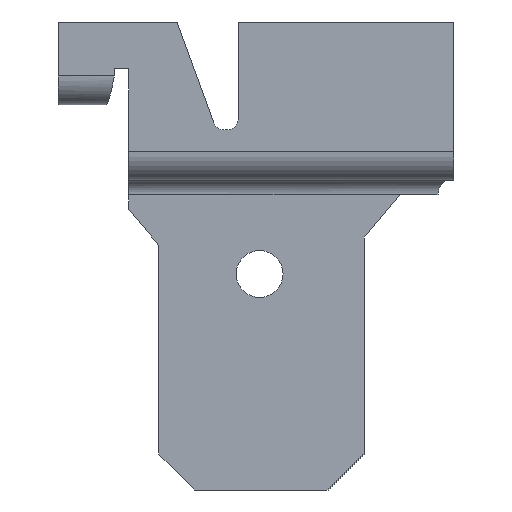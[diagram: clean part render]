
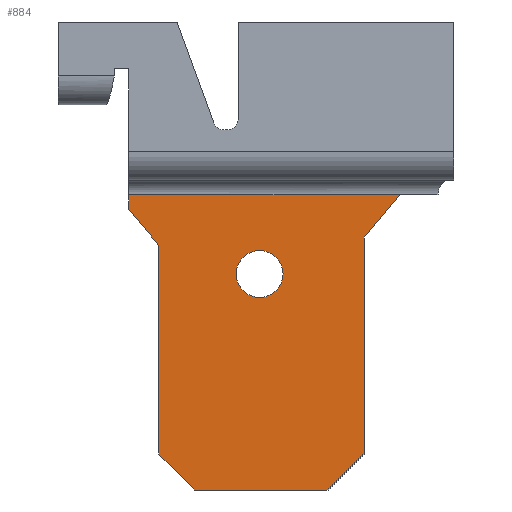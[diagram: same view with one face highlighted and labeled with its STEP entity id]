
A CAD part, left-side view. The second image highlights one B-rep face of the part: STEP entity #884.
In plain terms, the highlighted planar face has unit normal (-1, 0, 0).
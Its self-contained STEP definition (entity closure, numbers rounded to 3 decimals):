
#17=FACE_BOUND('',#89,.T.);
#38=FACE_OUTER_BOUND('',#88,.T.);
#88=EDGE_LOOP('',(#610,#611,#612,#613,#614,#615,#616,#617,#618));
#89=EDGE_LOOP('',(#619));
#151=LINE('',#1414,#262);
#152=LINE('',#1416,#263);
#153=LINE('',#1418,#264);
#154=LINE('',#1420,#265);
#155=LINE('',#1422,#266);
#156=LINE('',#1424,#267);
#157=LINE('',#1426,#268);
#158=LINE('',#1428,#269);
#159=LINE('',#1429,#270);
#262=VECTOR('',#1057,10.);
#263=VECTOR('',#1058,10.);
#264=VECTOR('',#1059,10.);
#265=VECTOR('',#1060,10.);
#266=VECTOR('',#1061,10.);
#267=VECTOR('',#1062,10.);
#268=VECTOR('',#1063,10.);
#269=VECTOR('',#1064,10.);
#270=VECTOR('',#1065,10.);
#359=CIRCLE('',#961,3.25);
#386=VERTEX_POINT('',#1412);
#387=VERTEX_POINT('',#1413);
#388=VERTEX_POINT('',#1415);
#389=VERTEX_POINT('',#1417);
#390=VERTEX_POINT('',#1419);
#391=VERTEX_POINT('',#1421);
#392=VERTEX_POINT('',#1423);
#393=VERTEX_POINT('',#1425);
#394=VERTEX_POINT('',#1427);
#395=VERTEX_POINT('',#1430);
#474=EDGE_CURVE('',#386,#387,#151,.T.);
#475=EDGE_CURVE('',#388,#387,#152,.T.);
#476=EDGE_CURVE('',#388,#389,#153,.T.);
#477=EDGE_CURVE('',#389,#390,#154,.T.);
#478=EDGE_CURVE('',#390,#391,#155,.T.);
#479=EDGE_CURVE('',#392,#391,#156,.T.);
#480=EDGE_CURVE('',#392,#393,#157,.T.);
#481=EDGE_CURVE('',#393,#394,#158,.T.);
#482=EDGE_CURVE('',#394,#386,#159,.T.);
#483=EDGE_CURVE('',#395,#395,#359,.T.);
#610=ORIENTED_EDGE('',*,*,#474,.T.);
#611=ORIENTED_EDGE('',*,*,#475,.F.);
#612=ORIENTED_EDGE('',*,*,#476,.T.);
#613=ORIENTED_EDGE('',*,*,#477,.T.);
#614=ORIENTED_EDGE('',*,*,#478,.T.);
#615=ORIENTED_EDGE('',*,*,#479,.F.);
#616=ORIENTED_EDGE('',*,*,#480,.T.);
#617=ORIENTED_EDGE('',*,*,#481,.T.);
#618=ORIENTED_EDGE('',*,*,#482,.T.);
#619=ORIENTED_EDGE('',*,*,#483,.T.);
#841=PLANE('',#960);
#884=ADVANCED_FACE('',(#38,#17),#841,.F.);
#960=AXIS2_PLACEMENT_3D('',#1411,#1055,#1056);
#961=AXIS2_PLACEMENT_3D('',#1431,#1066,#1067);
#1055=DIRECTION('center_axis',(1.,0.,0.));
#1056=DIRECTION('ref_axis',(0.,0.,
-1.));
#1057=DIRECTION('',(0.,-0.707,-0.707));
#1058=DIRECTION('',(0.,1.,0.));
#1059=DIRECTION('',(0.,-0.707,0.707));
#1060=DIRECTION('',(0.,0.,1.));
#1061=DIRECTION('',(0.,-0.643,0.766));
#1062=DIRECTION('',(0.,-1.,0.));
#1063=DIRECTION('',(0.,0.,-1.));
#1064=DIRECTION('',(0.,-0.643,-0.766));
#1065=DIRECTION('',(0.,0.,-1.));
#1066=DIRECTION('center_axis',(1.,0.,0.));
#1067=DIRECTION('ref_axis',(0.,0.,
1.));
#1411=CARTESIAN_POINT('Origin',(-34.337,27.5,-36.337));
#1412=CARTESIAN_POINT('',(-34.337,41.,-73.5));
#1413=CARTESIAN_POINT('',(-34.337,36.,-78.5));
#1414=CARTESIAN_POINT('',(-34.337,46.916,-67.584));
#1415=CARTESIAN_POINT('',(-34.337,17.5,-78.5));
#1416=CARTESIAN_POINT('',(-34.337,0.,-78.5));
#1417=CARTESIAN_POINT('',(-34.337,12.5,-73.5));
#1418=CARTESIAN_POINT('',(-34.337,9.459,-70.459));
#1419=CARTESIAN_POINT('',(-34.337,12.5,-43.5));
#1420=CARTESIAN_POINT('',(-34.337,12.5,-54.919));
#1421=CARTESIAN_POINT('',(-34.337,7.465,-37.5));
#1422=CARTESIAN_POINT('',(-34.337,13.835,-45.091));
#1423=CARTESIAN_POINT('',(-34.337,45.178,-37.5));
#1424=CARTESIAN_POINT('',(-34.337,27.5,-37.5));
#1425=CARTESIAN_POINT('',(-34.337,45.178,-39.521));
#1426=CARTESIAN_POINT('',(-34.337,45.178,-28.669));
#1427=CARTESIAN_POINT('',(-34.337,41.,-44.5));
#1428=CARTESIAN_POINT('',(-34.337,42.31,-42.939));
#1429=CARTESIAN_POINT('',(-34.337,41.,-40.419));
#1430=CARTESIAN_POINT('',(-34.337,27.,-51.75));
#1431=CARTESIAN_POINT('Origin',(-34.337,27.,-48.5));
